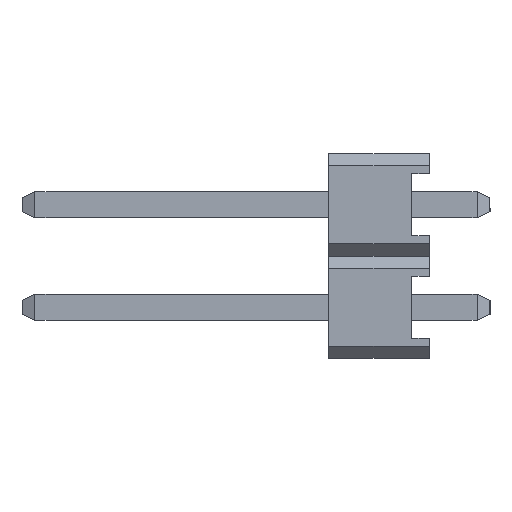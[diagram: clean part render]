
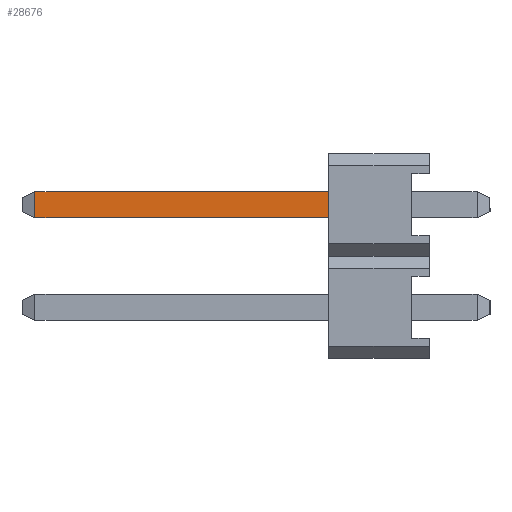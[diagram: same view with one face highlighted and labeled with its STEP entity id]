
A CAD part, left-side view. The second image highlights one B-rep face of the part: STEP entity #28676.
In plain terms, the highlighted planar face has unit normal (-1, 0, 0).
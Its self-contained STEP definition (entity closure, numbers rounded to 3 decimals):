
#1450 = EDGE_CURVE ( 'NONE', #24175, #21586, #19393, .T. ) ;
#1888 = DIRECTION ( 'NONE',  ( 1., 0., 0. ) ) ;
#2792 = LINE ( 'NONE', #16304, #12041 ) ;
#3718 = CARTESIAN_POINT ( 'NONE',  ( -0.325, 2.5, -0.325 ) ) ;
#3919 = EDGE_LOOP ( 'NONE', ( #22871, #20556, #11484, #8836 ) ) ;
#4064 = VERTEX_POINT ( 'NONE', #11996 ) ;
#4089 = FACE_OUTER_BOUND ( 'NONE', #3919, .T. ) ;
#4301 = EDGE_CURVE ( 'NONE', #4064, #21586, #25602, .T. ) ;
#5998 = CARTESIAN_POINT ( 'NONE',  ( -0.325, 2.5, 0.325 ) ) ;
#7100 = EDGE_CURVE ( 'NONE', #23833, #4064, #15439, .T. ) ;
#8836 = ORIENTED_EDGE ( 'NONE', *, *, #4301, .F. ) ;
#10939 = DIRECTION ( 'NONE',  ( 0., 0., -1. ) ) ;
#11484 = ORIENTED_EDGE ( 'NONE', *, *, #1450, .T. ) ;
#11996 = CARTESIAN_POINT ( 'NONE',  ( -0.325, 9.778, 0.325 ) ) ;
#12041 = VECTOR ( 'NONE', #14078, 1000. ) ;
#13165 = CARTESIAN_POINT ( 'NONE',  ( -0.325, 10.1, 0.325 ) ) ;
#14078 = DIRECTION ( 'NONE',  ( 0., 1., 0. ) ) ;
#14641 = DIRECTION ( 'NONE',  ( 0., 0., 1. ) ) ;
#15439 = LINE ( 'NONE', #21973, #20532 ) ;
#16232 = CARTESIAN_POINT ( 'NONE',  ( -0.325, 10.1, 0.325 ) ) ;
#16304 = CARTESIAN_POINT ( 'NONE',  ( -0.325, 10.1, -0.325 ) ) ;
#16769 = AXIS2_PLACEMENT_3D ( 'NONE', #13165, #1888, #10939 ) ;
#19393 = LINE ( 'NONE', #5998, #20168 ) ;
#19840 = VECTOR ( 'NONE', #23055, 1000. ) ;
#20168 = VECTOR ( 'NONE', #14641, 1000. ) ;
#20532 = VECTOR ( 'NONE', #26572, 1000. ) ;
#20556 = ORIENTED_EDGE ( 'NONE', *, *, #28346, .F. ) ;
#21586 = VERTEX_POINT ( 'NONE', #25816 ) ;
#21973 = CARTESIAN_POINT ( 'NONE',  ( -0.325, 9.778, 0.325 ) ) ;
#22225 = PLANE ( 'NONE',  #16769 ) ;
#22871 = ORIENTED_EDGE ( 'NONE', *, *, #7100, .F. ) ;
#23055 = DIRECTION ( 'NONE',  ( 0., -1., 0. ) ) ;
#23833 = VERTEX_POINT ( 'NONE', #26784 ) ;
#24175 = VERTEX_POINT ( 'NONE', #3718 ) ;
#25602 = LINE ( 'NONE', #16232, #19840 ) ;
#25816 = CARTESIAN_POINT ( 'NONE',  ( -0.325, 2.5, 0.325 ) ) ;
#26572 = DIRECTION ( 'NONE',  ( 0., 0., 1. ) ) ;
#26784 = CARTESIAN_POINT ( 'NONE',  ( -0.325, 9.778, -0.325 ) ) ;
#28346 = EDGE_CURVE ( 'NONE', #24175, #23833, #2792, .T. ) ;
#28676 = ADVANCED_FACE ( 'NONE', ( #4089 ), #22225, .F. ) ;
